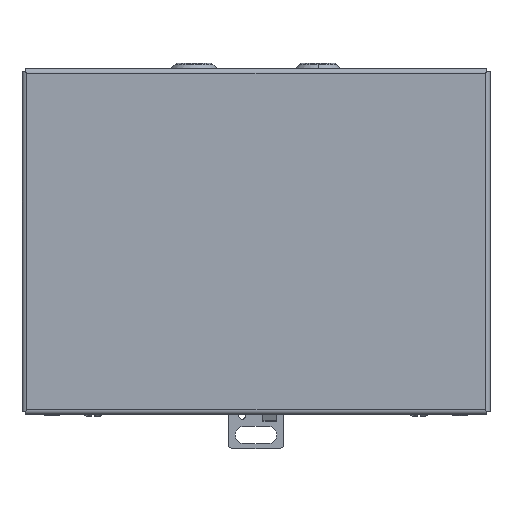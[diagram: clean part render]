
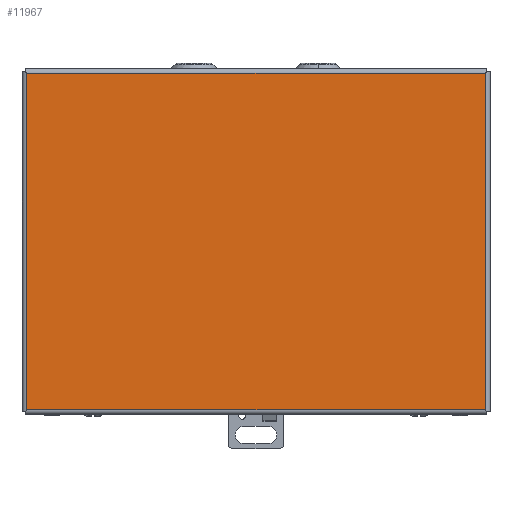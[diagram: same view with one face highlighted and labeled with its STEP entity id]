
A CAD part, top view. The second image highlights one B-rep face of the part: STEP entity #11967.
In plain terms, the highlighted planar face has unit normal (0, 0, 1).
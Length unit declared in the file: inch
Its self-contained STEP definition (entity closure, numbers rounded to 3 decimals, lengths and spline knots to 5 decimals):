
#604 = VERTEX_POINT ( 'NONE', #9272 ) ;
#1537 = ORIENTED_EDGE ( 'NONE', *, *, #10208, .F. ) ;
#1986 = CARTESIAN_POINT ( 'NONE',  ( 4.1585, -0.029, 6.0285 ) ) ;
#2411 = EDGE_CURVE ( 'NONE', #4883, #4755, #6255, .T. ) ;
#2512 = AXIS2_PLACEMENT_3D ( 'NONE', #7420, #4968, #12119 ) ;
#2542 = DIRECTION ( 'NONE',  ( 1., 0., 0. ) ) ;
#2744 = EDGE_LOOP ( 'NONE', ( #14158, #1537, #10540, #3512 ) ) ;
#2853 = CARTESIAN_POINT ( 'NONE',  ( -4.1585, -6.135, 6.0285 ) ) ;
#3257 = DIRECTION ( 'NONE',  ( 0., 1., 0. ) ) ;
#3512 = ORIENTED_EDGE ( 'NONE', *, *, #2411, .F. ) ;
#3920 = EDGE_CURVE ( 'NONE', #4755, #604, #5837, .T. ) ;
#4478 = DIRECTION ( 'NONE',  ( -1., 0., 0. ) ) ;
#4755 = VERTEX_POINT ( 'NONE', #1986 ) ;
#4883 = VERTEX_POINT ( 'NONE', #9834 ) ;
#4968 = DIRECTION ( 'NONE',  ( 0., 0., 1. ) ) ;
#5048 = PLANE ( 'NONE',  #2512 ) ;
#5142 = CARTESIAN_POINT ( 'NONE',  ( -4.1585, -0.029, 6.0285 ) ) ;
#5349 = VECTOR ( 'NONE', #2542, 39.37008 ) ;
#5665 = CARTESIAN_POINT ( 'NONE',  ( 4.1585, -6.135, 6.0285 ) ) ;
#5837 = LINE ( 'NONE', #12983, #7217 ) ;
#6255 = LINE ( 'NONE', #5142, #5349 ) ;
#6391 = FACE_OUTER_BOUND ( 'NONE', #2744, .T. ) ;
#7217 = VECTOR ( 'NONE', #14256, 39.37008 ) ;
#7420 = CARTESIAN_POINT ( 'NONE',  ( 4.1585, -0.029, 6.0285 ) ) ;
#7732 = EDGE_CURVE ( 'NONE', #10336, #4883, #14142, .T. ) ;
#9272 = CARTESIAN_POINT ( 'NONE',  ( 4.1585, -6.135, 6.0285 ) ) ;
#9834 = CARTESIAN_POINT ( 'NONE',  ( -4.1585, -0.029, 6.0285 ) ) ;
#10208 = EDGE_CURVE ( 'NONE', #604, #10336, #14163, .T. ) ;
#10294 = VECTOR ( 'NONE', #3257, 39.37008 ) ;
#10336 = VERTEX_POINT ( 'NONE', #2853 ) ;
#10540 = ORIENTED_EDGE ( 'NONE', *, *, #3920, .F. ) ;
#11967 = ADVANCED_FACE ( 'NONE', ( #6391 ), #5048, .T. ) ;
#12107 = VECTOR ( 'NONE', #4478, 39.37008 ) ;
#12119 = DIRECTION ( 'NONE',  ( -1., 0., 0. ) ) ;
#12869 = CARTESIAN_POINT ( 'NONE',  ( -4.1585, -6.135, 6.0285 ) ) ;
#12983 = CARTESIAN_POINT ( 'NONE',  ( 4.1585, -0.029, 6.0285 ) ) ;
#14142 = LINE ( 'NONE', #12869, #10294 ) ;
#14158 = ORIENTED_EDGE ( 'NONE', *, *, #7732, .F. ) ;
#14163 = LINE ( 'NONE', #5665, #12107 ) ;
#14256 = DIRECTION ( 'NONE',  ( 0., -1., 0. ) ) ;
